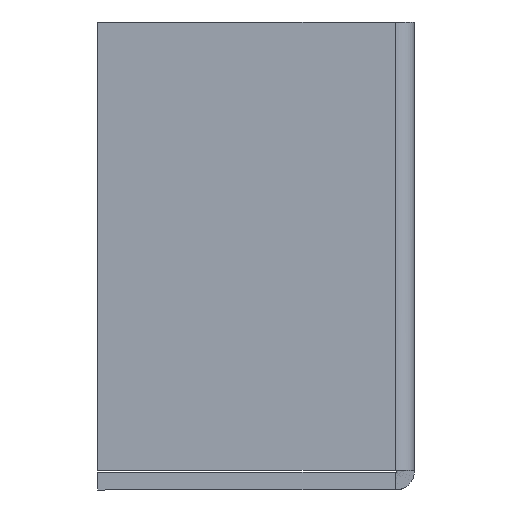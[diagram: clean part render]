
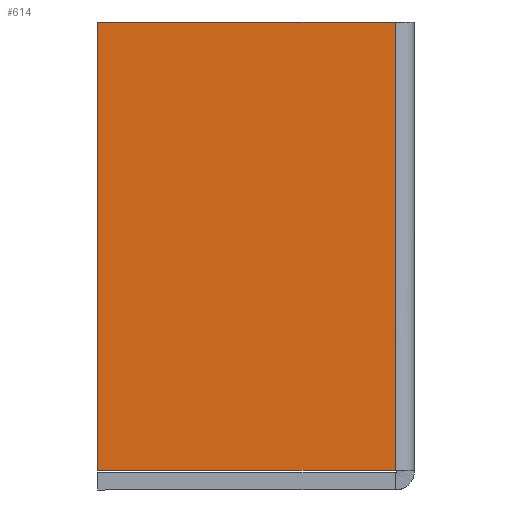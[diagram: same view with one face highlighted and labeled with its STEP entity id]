
A CAD part, left-side view. The second image highlights one B-rep face of the part: STEP entity #614.
In plain terms, the highlighted face is planar.
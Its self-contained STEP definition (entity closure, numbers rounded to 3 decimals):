
#54 = CARTESIAN_POINT ( 'NONE',  ( 118.146, 0., 0. ) ) ;
#65 = CARTESIAN_POINT ( 'NONE',  ( 118.146, -66.814, 0. ) ) ;
#77 = EDGE_CURVE ( 'NONE', #484, #1142, #956, .T. ) ;
#88 = CARTESIAN_POINT ( 'NONE',  ( 118.146, 61.107, 0. ) ) ;
#141 = FACE_OUTER_BOUND ( 'NONE', #348, .T. ) ;
#180 = EDGE_CURVE ( 'NONE', #764, #1142, #503, .T. ) ;
#242 = EDGE_CURVE ( 'NONE', #257, #484, #704, .T. ) ;
#257 = VERTEX_POINT ( 'NONE', #1305 ) ;
#263 = VECTOR ( 'NONE', #723, 1000. ) ;
#348 = EDGE_LOOP ( 'NONE', ( #535, #1237, #1356, #846 ) ) ;
#401 = DIRECTION ( 'NONE',  ( 0., 0., -1. ) ) ;
#405 = VECTOR ( 'NONE', #1374, 1000. ) ;
#425 = CARTESIAN_POINT ( 'NONE',  ( 118.146, 61.107, -85.5 ) ) ;
#451 = VECTOR ( 'NONE', #559, 1000. ) ;
#484 = VERTEX_POINT ( 'NONE', #699 ) ;
#496 = AXIS2_PLACEMENT_3D ( 'NONE', #54, #586, #1019 ) ;
#503 = LINE ( 'NONE', #1181, #405 ) ;
#535 = ORIENTED_EDGE ( 'NONE', *, *, #77, .F. ) ;
#559 = DIRECTION ( 'NONE',  ( 0., 1., 0. ) ) ;
#586 = DIRECTION ( 'NONE',  ( -1., 0., 0. ) ) ;
#614 = ADVANCED_FACE ( 'NONE', ( #141 ), #1035, .F. ) ;
#699 = CARTESIAN_POINT ( 'NONE',  ( 118.146, 61.107, -0.5 ) ) ;
#704 = LINE ( 'NONE', #1410, #451 ) ;
#723 = DIRECTION ( 'NONE',  ( 0., 0., -1. ) ) ;
#764 = VERTEX_POINT ( 'NONE', #889 ) ;
#824 = VECTOR ( 'NONE', #401, 1000. ) ;
#846 = ORIENTED_EDGE ( 'NONE', *, *, #180, .T. ) ;
#889 = CARTESIAN_POINT ( 'NONE',  ( 118.146, -66.814, -85.5 ) ) ;
#956 = LINE ( 'NONE', #88, #263 ) ;
#1019 = DIRECTION ( 'NONE',  ( 0., 0., 1. ) ) ;
#1035 = PLANE ( 'NONE',  #496 ) ;
#1142 = VERTEX_POINT ( 'NONE', #425 ) ;
#1181 = CARTESIAN_POINT ( 'NONE',  ( 118.146, 0., -85.5 ) ) ;
#1237 = ORIENTED_EDGE ( 'NONE', *, *, #242, .F. ) ;
#1254 = LINE ( 'NONE', #65, #824 ) ;
#1305 = CARTESIAN_POINT ( 'NONE',  ( 118.146, -66.814, -0.5 ) ) ;
#1323 = EDGE_CURVE ( 'NONE', #257, #764, #1254, .T. ) ;
#1356 = ORIENTED_EDGE ( 'NONE', *, *, #1323, .T. ) ;
#1374 = DIRECTION ( 'NONE',  ( 0., 1., 0. ) ) ;
#1410 = CARTESIAN_POINT ( 'NONE',  ( 118.146, 66.814, -0.5 ) ) ;
